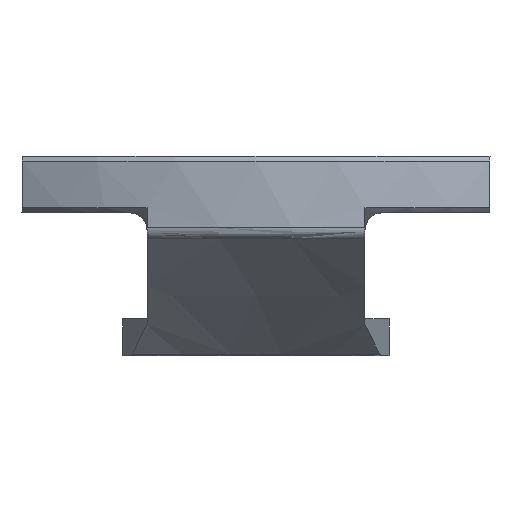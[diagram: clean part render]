
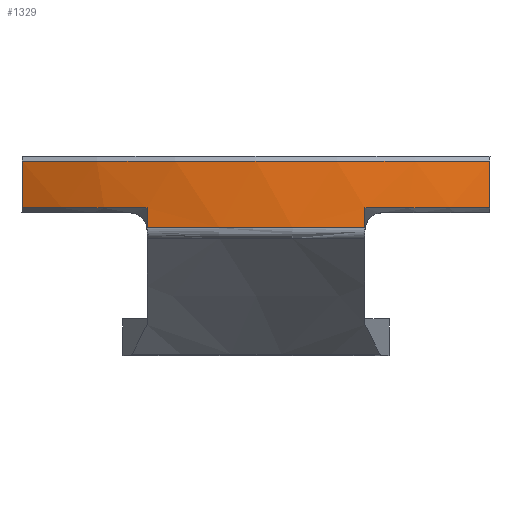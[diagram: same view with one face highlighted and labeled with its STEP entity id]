
A CAD part, front view. The second image highlights one B-rep face of the part: STEP entity #1329.
In plain terms, the highlighted cylindrical face has radius 21 mm (diameter 42 mm), a partial arc.
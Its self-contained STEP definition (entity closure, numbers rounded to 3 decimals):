
#278=CARTESIAN_POINT('',(-4.425,-20.529,3.696));
#299=DIRECTION('',(0.,0.,-1.));
#300=VECTOR('',#299,0.804);
#301=CARTESIAN_POINT('',(-4.425,-20.529,4.5));
#302=LINE('',#301,#300);
#308=CARTESIAN_POINT('',(0.,0.,
3.696));
#309=DIRECTION('',(0.,0.,1.));
#310=DIRECTION('',(-0.211,-0.978,0.));
#311=AXIS2_PLACEMENT_3D('',#308,#309,#310);
#335=CARTESIAN_POINT('',(4.425,-20.529,3.696));
#344=DIRECTION('',(0.,0.,1.));
#345=VECTOR('',#344,0.804);
#346=CARTESIAN_POINT('',(4.425,-20.529,3.696));
#347=LINE('',#346,#345);
#364=DIRECTION('',(0.,0.,1.));
#365=VECTOR('',#364,1.9);
#366=CARTESIAN_POINT('',(-9.5,-18.728,4.5));
#367=LINE('',#366,#365);
#380=CARTESIAN_POINT('',(0.,0.,
4.5));
#381=DIRECTION('',(0.,0.,1.));
#382=DIRECTION('',(-0.452,-0.892,0.));
#383=AXIS2_PLACEMENT_3D('',#380,#381,#382);
#389=CARTESIAN_POINT('',(-9.5,-18.728,4.5));
#399=CARTESIAN_POINT('',(-9.5,-18.728,6.4));
#410=CARTESIAN_POINT('',(0.,0.,
6.4));
#411=DIRECTION('',(0.,0.,-1.));
#412=DIRECTION('',(0.452,-0.892,0.));
#413=AXIS2_PLACEMENT_3D('',#410,#411,#412);
#415=CARTESIAN_POINT('',(9.5,-18.728,4.5));
#421=DIRECTION('',(0.,0.,1.));
#422=VECTOR('',#421,1.9);
#423=CARTESIAN_POINT('',(9.5,-18.728,4.5));
#424=LINE('',#423,#422);
#429=CARTESIAN_POINT('',(9.5,-18.728,6.4));
#451=CARTESIAN_POINT('',(0.,0.,
4.5));
#452=DIRECTION('',(0.,0.,1.));
#453=DIRECTION('',(0.211,-0.978,0.));
#454=AXIS2_PLACEMENT_3D('',#451,#452,#453);
#795=VERTEX_POINT('',#415);
#798=VERTEX_POINT('',#389);
#800=VERTEX_POINT('',#429);
#801=VERTEX_POINT('',#399);
#803=CARTESIAN_POINT('',(4.425,-20.528,4.5));
#804=VERTEX_POINT('',#803);
#805=CARTESIAN_POINT('',(-4.425,-20.528,4.5));
#806=VERTEX_POINT('',#805);
#907=VERTEX_POINT('',#278);
#908=VERTEX_POINT('',#335);
#1309=CARTESIAN_POINT('',(0.,0.,0.));
#1310=DIRECTION('',(0.,0.,1.));
#1311=DIRECTION('',(-1.,0.,0.));
#1312=AXIS2_PLACEMENT_3D('',#1309,#1310,#1311);
#1313=CYLINDRICAL_SURFACE('',#1312,21.);
#1314=ORIENTED_EDGE('',*,*,#1231,.F.);
#1315=ORIENTED_EDGE('',*,*,#1218,.F.);
#1317=ORIENTED_EDGE('',*,*,#1316,.F.);
#1319=ORIENTED_EDGE('',*,*,#1318,.T.);
#1321=ORIENTED_EDGE('',*,*,#1320,.F.);
#1323=ORIENTED_EDGE('',*,*,#1322,.F.);
#1325=ORIENTED_EDGE('',*,*,#1324,.F.);
#1326=ORIENTED_EDGE('',*,*,#1295,.F.);
#1327=EDGE_LOOP('',(#1314,#1315,#1317,#1319,#1321,#1323,#1325,#1326));
#1328=FACE_OUTER_BOUND('',#1327,.F.);
#1329=ADVANCED_FACE('',(#1328),#1313,.T.);
#312=CIRCLE('',#311,21.);
#384=CIRCLE('',#383,21.);
#414=CIRCLE('',#413,21.);
#455=CIRCLE('',#454,21.);
#1218=EDGE_CURVE('',#806,#907,#302,.T.);
#1231=EDGE_CURVE('',#907,#908,#312,.T.);
#1295=EDGE_CURVE('',#908,#804,#347,.T.);
#1316=EDGE_CURVE('',#798,#806,#384,.T.);
#1318=EDGE_CURVE('',#798,#801,#367,.T.);
#1320=EDGE_CURVE('',#800,#801,#414,.T.);
#1322=EDGE_CURVE('',#795,#800,#424,.T.);
#1324=EDGE_CURVE('',#804,#795,#455,.T.);
